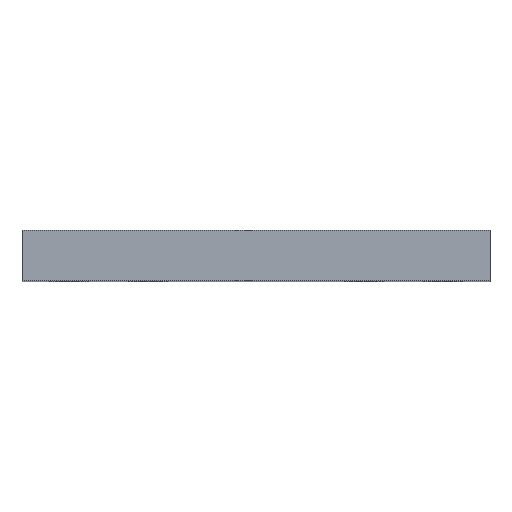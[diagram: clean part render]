
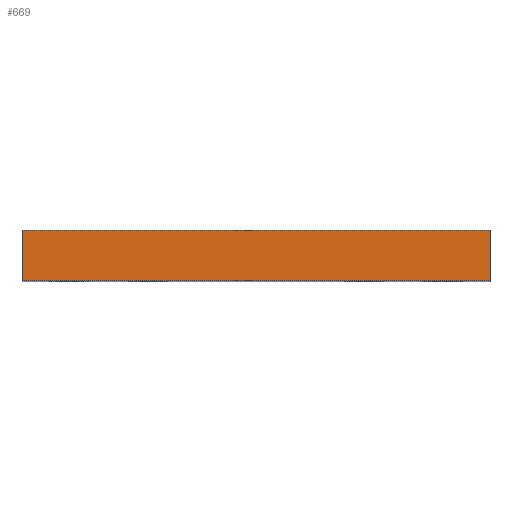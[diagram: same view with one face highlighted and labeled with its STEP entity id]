
A CAD part, top view. The second image highlights one B-rep face of the part: STEP entity #669.
In plain terms, the highlighted planar face has unit normal (0, 0, 1).
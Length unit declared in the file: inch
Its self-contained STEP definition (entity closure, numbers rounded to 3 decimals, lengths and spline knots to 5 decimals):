
#14 = CARTESIAN_POINT ( 'NONE',  ( -1.875, -0.20313, 1.875 ) ) ;
#148 = VECTOR ( 'NONE', #472, 39.37008 ) ;
#152 = CARTESIAN_POINT ( 'NONE',  ( 1.875, -0.20313, 1.875 ) ) ;
#159 = CARTESIAN_POINT ( 'NONE',  ( 1.875, 0.20313, 1.875 ) ) ;
#202 = VECTOR ( 'NONE', #1148, 39.37008 ) ;
#213 = PLANE ( 'NONE',  #1200 ) ;
#241 = LINE ( 'NONE', #935, #681 ) ;
#248 = VECTOR ( 'NONE', #271, 39.37008 ) ;
#255 = DIRECTION ( 'NONE',  ( 0., 1., 0. ) ) ;
#271 = DIRECTION ( 'NONE',  ( 1., 0., 0. ) ) ;
#282 = CARTESIAN_POINT ( 'NONE',  ( -1.875, -0.20313, 1.875 ) ) ;
#305 = EDGE_CURVE ( 'NONE', #992, #462, #1169, .T. ) ;
#307 = VERTEX_POINT ( 'NONE', #159 ) ;
#462 = VERTEX_POINT ( 'NONE', #152 ) ;
#472 = DIRECTION ( 'NONE',  ( 0., 1., 0. ) ) ;
#479 = EDGE_CURVE ( 'NONE', #992, #489, #241, .T. ) ;
#489 = VERTEX_POINT ( 'NONE', #635 ) ;
#519 = ORIENTED_EDGE ( 'NONE', *, *, #305, .T. ) ;
#520 = FACE_OUTER_BOUND ( 'NONE', #1154, .T. ) ;
#635 = CARTESIAN_POINT ( 'NONE',  ( -1.875, 0.20313, 1.875 ) ) ;
#669 = ADVANCED_FACE ( 'NONE', ( #520 ), #213, .T. ) ;
#681 = VECTOR ( 'NONE', #255, 39.37008 ) ;
#685 = ORIENTED_EDGE ( 'NONE', *, *, #894, .T. ) ;
#705 = DIRECTION ( 'NONE',  ( 1., 0., 0. ) ) ;
#762 = LINE ( 'NONE', #1155, #248 ) ;
#788 = CARTESIAN_POINT ( 'NONE',  ( -1.875, -0.20313, 1.875 ) ) ;
#859 = ORIENTED_EDGE ( 'NONE', *, *, #479, .F. ) ;
#860 = LINE ( 'NONE', #1248, #148 ) ;
#894 = EDGE_CURVE ( 'NONE', #462, #307, #860, .T. ) ;
#900 = EDGE_CURVE ( 'NONE', #489, #307, #762, .T. ) ;
#920 = DIRECTION ( 'NONE',  ( 0., 0., 1. ) ) ;
#935 = CARTESIAN_POINT ( 'NONE',  ( -1.875, -0.20313, 1.875 ) ) ;
#968 = ORIENTED_EDGE ( 'NONE', *, *, #900, .F. ) ;
#992 = VERTEX_POINT ( 'NONE', #788 ) ;
#1148 = DIRECTION ( 'NONE',  ( 1., 0., 0. ) ) ;
#1154 = EDGE_LOOP ( 'NONE', ( #968, #859, #519, #685 ) ) ;
#1155 = CARTESIAN_POINT ( 'NONE',  ( -1.875, 0.20313, 1.875 ) ) ;
#1169 = LINE ( 'NONE', #282, #202 ) ;
#1200 = AXIS2_PLACEMENT_3D ( 'NONE', #14, #920, #705 ) ;
#1248 = CARTESIAN_POINT ( 'NONE',  ( 1.875, -0.20313, 1.875 ) ) ;
